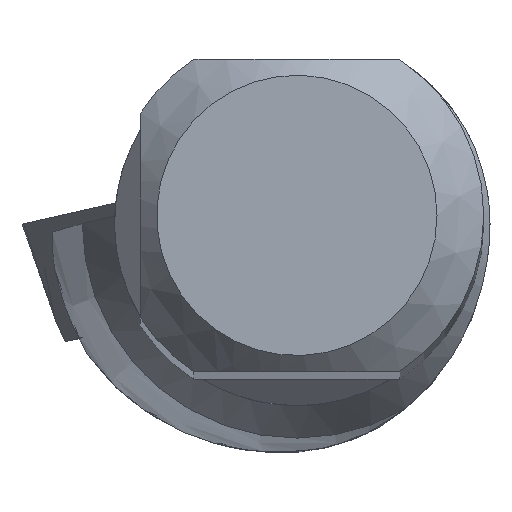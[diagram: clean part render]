
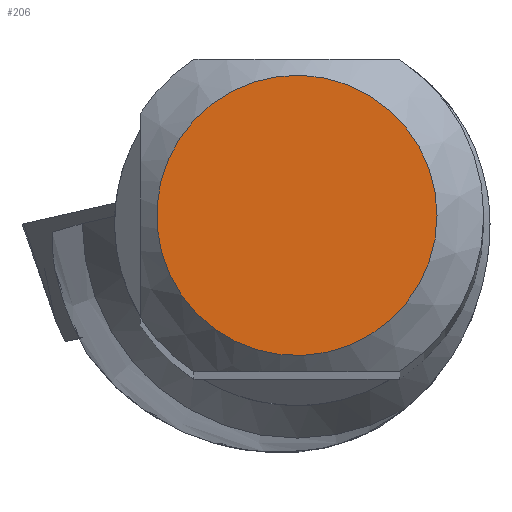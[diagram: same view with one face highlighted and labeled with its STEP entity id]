
A CAD part, top view. The second image highlights one B-rep face of the part: STEP entity #206.
In plain terms, the highlighted planar face has unit normal (0, 0, 1).
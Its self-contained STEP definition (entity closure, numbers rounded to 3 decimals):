
#165=FACE_OUTER_BOUND('',#409,.T.);
#206=ADVANCED_FACE('',(#165),#239,.T.);
#239=PLANE('',#993);
#409=EDGE_LOOP('',(#535));
#535=ORIENTED_EDGE('',*,*,#804,.T.);
#716=VERTEX_POINT('',#1506);
#804=EDGE_CURVE('',#716,#716,#868,.T.);
#868=CIRCLE('',#992,2.245);
#992=AXIS2_PLACEMENT_3D('',#1505,#1167,#1168);
#993=AXIS2_PLACEMENT_3D('',#1507,#1169,#1170);
#1167=DIRECTION('',(0.,0.,1.));
#1168=DIRECTION('',(1.,0.,0.));
#1169=DIRECTION('',(0.,0.,1.));
#1170=DIRECTION('',(1.,0.,0.));
#1505=CARTESIAN_POINT('',(0.,0.,0.));
#1506=CARTESIAN_POINT('',(2.245,0.,0.));
#1507=CARTESIAN_POINT('',(0.,0.,0.));
